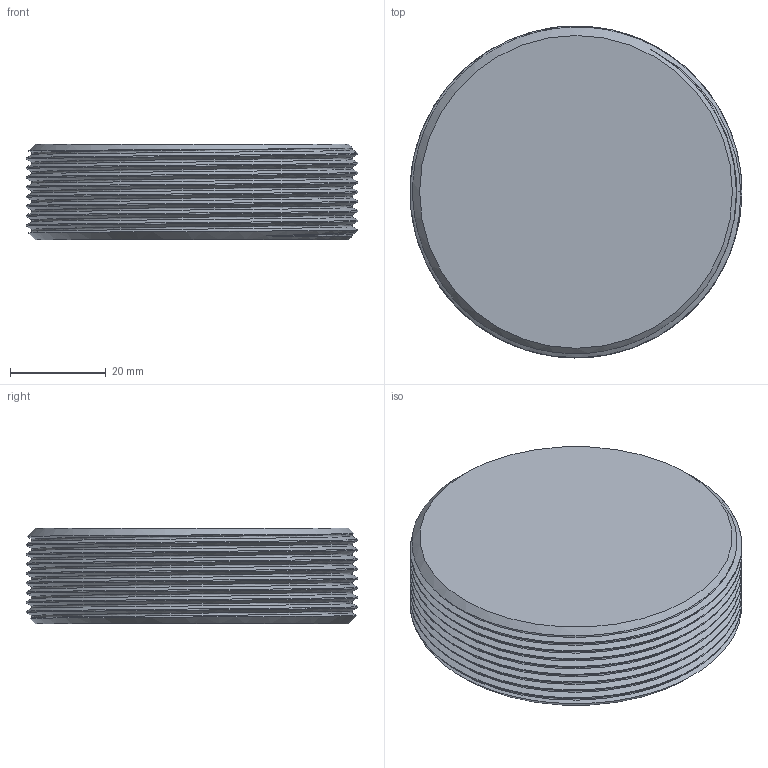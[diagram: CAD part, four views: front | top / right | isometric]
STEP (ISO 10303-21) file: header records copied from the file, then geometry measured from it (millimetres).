
FILE_DESCRIPTION(('FreeCAD Model'),'2;1');
FILE_NAME('Open CASCADE Shape Model','2025-06-25T07:52:35',('BT'),(''), 'Open CASCADE STEP processor 7.8','FreeCAD','Unknown');
FILE_SCHEMA(('AUTOMOTIVE_DESIGN { 1 0 10303 214 1 1 1 1 }'));
Length unit declared in the file: millimetre
Products named in the file (1): 70x20-ThreadedRod
Bounding box: 69.25 x 69.24 x 20 mm (x, y, z)
Volume: 72173.7 mm3; surface area: 13670.8 mm2
Topology: 1 solids, 1 shells, 47 faces, 95 edges, 50 vertices
Faces by surface type: bspline 31, cylinder 10, cone 4, plane 2
Full cylindrical faces by diameter (mm): 69.25 x8
Entity records: 5075 total; most frequent: CARTESIAN_POINT 4366, ORIENTED_EDGE 190, EDGE_CURVE 95, DIRECTION 59, B_SPLINE_CURVE_WITH_KNOTS 56, VERTEX_POINT 50, ADVANCED_FACE 47, FACE_BOUND 47
